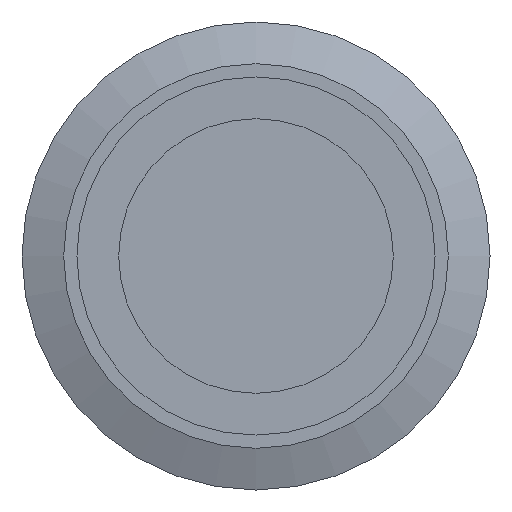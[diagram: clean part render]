
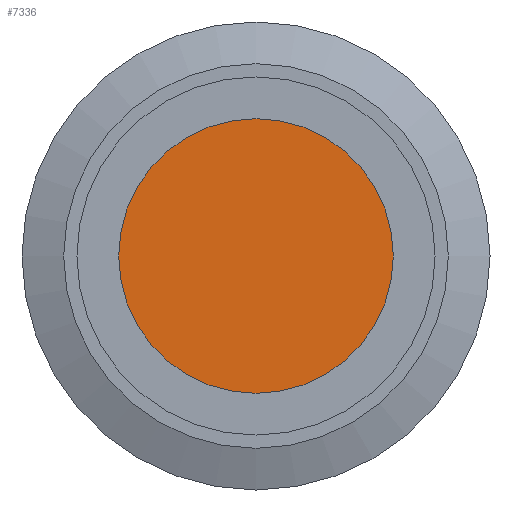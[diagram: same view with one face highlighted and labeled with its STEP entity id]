
A CAD part, left-side view. The second image highlights one B-rep face of the part: STEP entity #7336.
In plain terms, the highlighted planar face has unit normal (-1, 0, 0).
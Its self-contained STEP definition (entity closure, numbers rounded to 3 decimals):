
#440=CIRCLE('',#7978,13.5);
#828=FACE_OUTER_BOUND('',#1263,.T.);
#1263=EDGE_LOOP('',(#6460));
#3458=VERTEX_POINT('',#12034);
#4455=EDGE_CURVE('',#3458,#3458,#440,.T.);
#6460=ORIENTED_EDGE('',*,*,#4455,.F.);
#6921=PLANE('',#8013);
#7336=ADVANCED_FACE('',(#828),#6921,.F.);
#7978=AXIS2_PLACEMENT_3D('',#12035,#9909,#9910);
#8013=AXIS2_PLACEMENT_3D('',#12099,#9987,#9988);
#9909=DIRECTION('center_axis',(1.,0.,0.));
#9910=DIRECTION('ref_axis',(0.,0.,1.));
#9987=DIRECTION('center_axis',(1.,0.,0.));
#9988=DIRECTION('ref_axis',(0.,0.,1.));
#12034=CARTESIAN_POINT('',(-2.,0.,-13.5));
#12035=CARTESIAN_POINT('Origin',(-2.,0.,0.));
#12099=CARTESIAN_POINT('Origin',(-2.,0.,0.));
